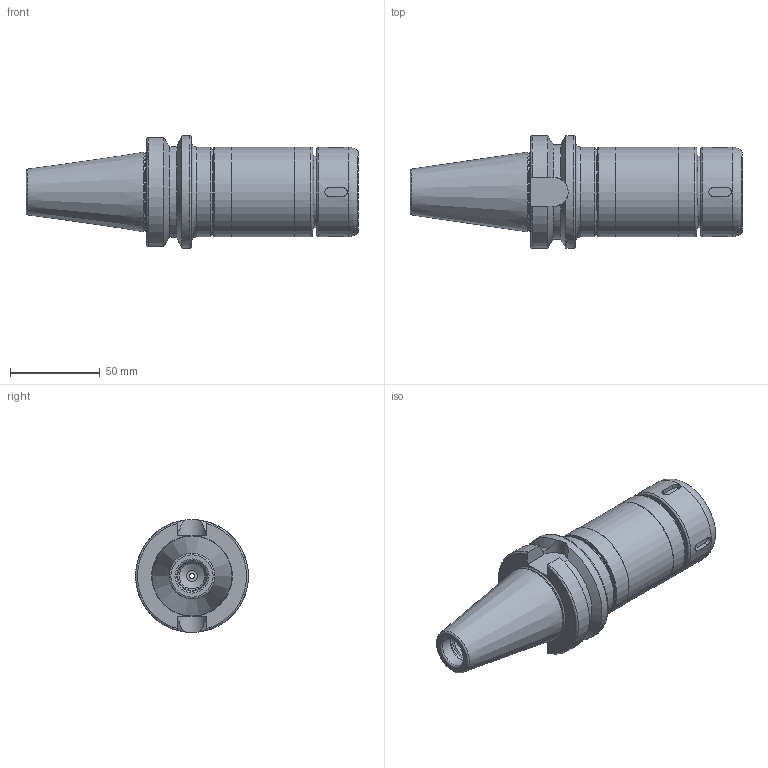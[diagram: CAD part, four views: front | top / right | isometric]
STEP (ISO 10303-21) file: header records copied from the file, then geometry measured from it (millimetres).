
FILE_DESCRIPTION((''),'2;1');
FILE_NAME('245000332120 BT40-SMH32-120-3D.stp','2023-03-29T14:15:15',('nttooll'),(''),'Autodesk Inventor 2012','Autodesk Inventor 2012','');
FILE_SCHEMA(('AUTOMOTIVE_DESIGN { 1 0 10303 214 1 1 1 1 }'));
Length unit declared in the file: millimetre
Products named in the file (1): 245000332120 BT40-SMH32-120-3D
Bounding box: 185.4 x 63 x 63 mm (x, y, z)
Volume: 263769.3 mm3; surface area: 45205.9 mm2
Topology: 1 solids, 1 shells, 101 faces, 219 edges, 133 vertices
Faces by surface type: cylinder 37, plane 30, cone 20, torus 14
Full cylindrical faces by diameter (mm): 2.7 x1, 6 x1, 7.1 x1, 8.2 x1, 14.25 x1, 16 x1, 17 x1, 17.4 x1, 20.4 x1, 23.5 x1, 27 x1, 32.65 x1, 40 x2, 40.2 x1, 43.5 x1, 47 x1, 49.8 x1, 50 x4, 63 x1
Entity records: 2650 total; most frequent: CARTESIAN_POINT 634, DIRECTION 426, ORIENTED_EDGE 328, AXIS2_PLACEMENT_3D 186, EDGE_LOOP 168, EDGE_CURVE 164, VERTEX_POINT 130, FACE_OUTER_BOUND 101
